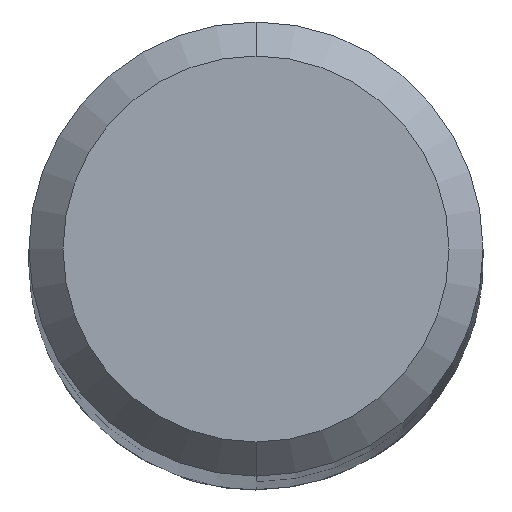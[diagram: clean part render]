
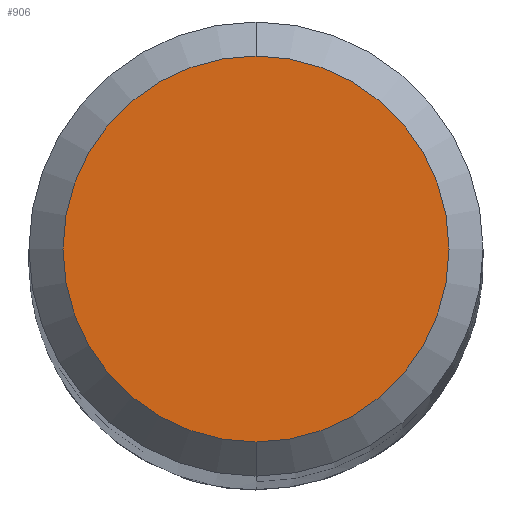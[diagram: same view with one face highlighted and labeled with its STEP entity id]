
A CAD part, top view. The second image highlights one B-rep face of the part: STEP entity #906.
In plain terms, the highlighted planar face has unit normal (0, 0, 1).
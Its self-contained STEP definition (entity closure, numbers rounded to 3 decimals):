
#686=VERTEX_POINT('',#1548);
#906=ADVANCED_FACE('',(#1793),#1794,.T.);
#908=VERTEX_POINT('',#1796);
#1168=EDGE_CURVE('',#908,#686,#2081,.T.);
#1172=EDGE_CURVE('',#686,#908,#2085,.T.);
#1548=CARTESIAN_POINT('',(0.0,1.7,0.0));
#1793=FACE_OUTER_BOUND('',#4661,.T.);
#1794=PLANE('',#4662);
#1796=CARTESIAN_POINT('',(0.,-1.7,0.0));
#2081=CIRCLE('',#6470,1.7);
#2085=CIRCLE('',#6475,1.7);
#4661=EDGE_LOOP('',(#7567,#7568));
#4662=AXIS2_PLACEMENT_3D('',#7569,#7570,#7571);
#6470=AXIS2_PLACEMENT_3D('',#7959,#7960,#7961);
#6475=AXIS2_PLACEMENT_3D('',#7962,#7963,#7964);
#7567=ORIENTED_EDGE('',*,*,#1172,.F.);
#7568=ORIENTED_EDGE('',*,*,#1168,.F.);
#7569=CARTESIAN_POINT('',(0.0,0.85,0.0));
#7570=DIRECTION('',(-0.0,0.0,1.0));
#7571=DIRECTION('',(0.0,-1.0,0.0));
#7959=CARTESIAN_POINT('',(0.0,0.0,0.0));
#7960=DIRECTION('',(0.0,0.0,-1.0));
#7961=DIRECTION('',(0.0,1.0,0.0));
#7962=CARTESIAN_POINT('',(0.0,0.0,0.0));
#7963=DIRECTION('',(0.0,0.0,-1.0));
#7964=DIRECTION('',(0.0,1.0,0.0));
